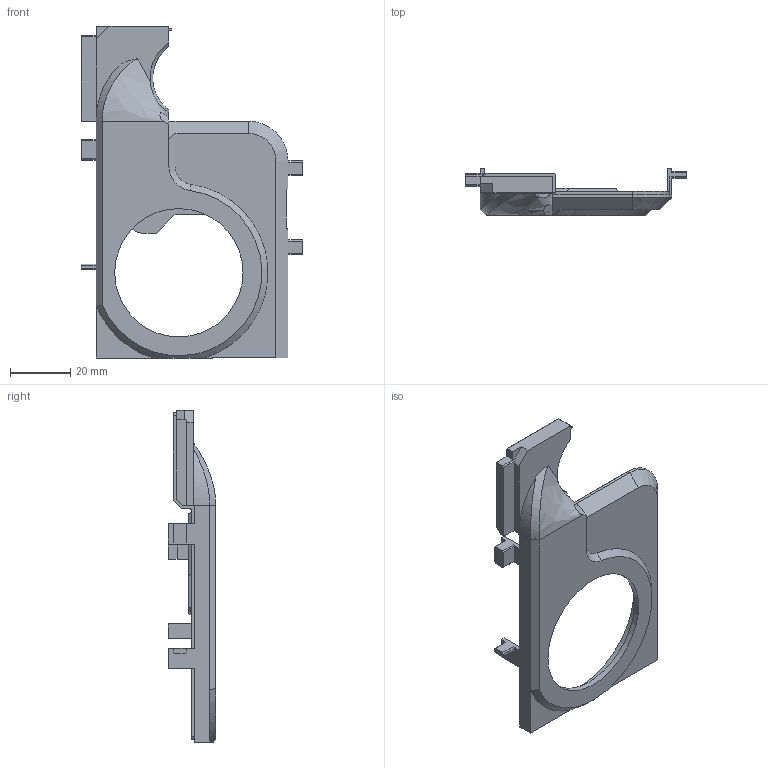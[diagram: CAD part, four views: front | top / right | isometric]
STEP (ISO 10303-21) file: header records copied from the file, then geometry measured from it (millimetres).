
FILE_DESCRIPTION(/* description */ (''),/* implementation_level */ '2;1');
FILE_NAME(/* name */ '1LVL_front_NYLON_PA12.step',/* time_stamp */ '2022-10-14T19:17:35+03:00',/* author */ (''),/* organization */ (''),/* preprocessor_version */ 'ST-DEVELOPER v19',/* originating_system */ 'Autodesk Translation Framework v11.7.0.108',/* authorisation */ '');
FILE_SCHEMA (('AUTOMOTIVE_DESIGN { 1 0 10303 214 3 1 1 }'));
Length unit declared in the file: millimetre
Products named in the file (1): iykujhfaegsrdgfhjk
Bounding box: 73.3 x 15.7 x 109.98 mm (x, y, z)
Volume: 18042 mm3; surface area: 14889.6 mm2
Topology: 1 solids, 1 shells, 193 faces, 555 edges, 364 vertices
Faces by surface type: plane 139, cylinder 34, bspline 12, cone 5, torus 3
Full cylindrical faces by diameter (mm): 3.1 x1, 42.5 x1, 45 x1
Entity records: 6978 total; most frequent: CARTESIAN_POINT 1897, ORIENTED_EDGE 1112, DIRECTION 958, EDGE_CURVE 556, LINE 422, VECTOR 422, VERTEX_POINT 364, AXIS2_PLACEMENT_3D 268
